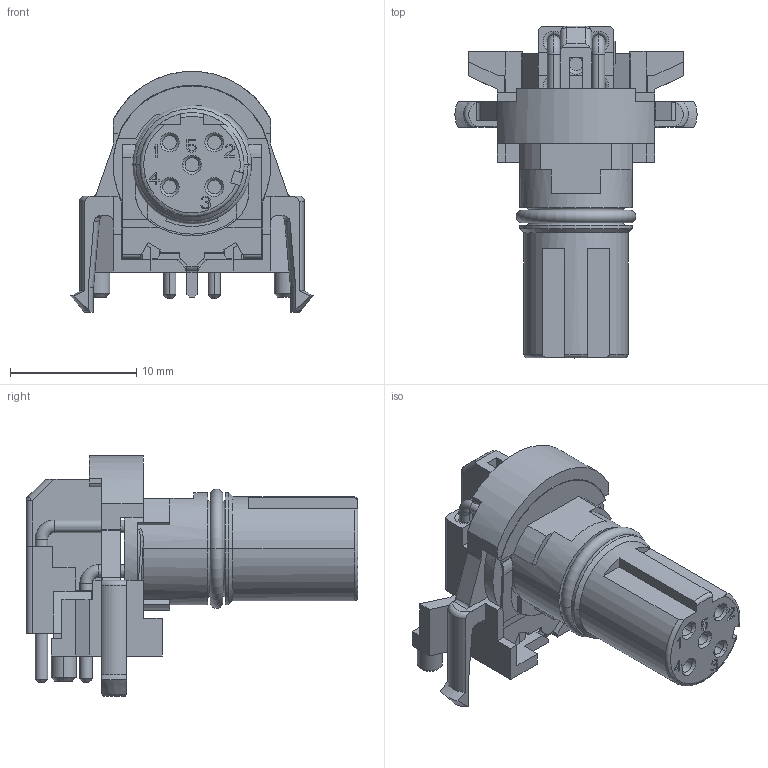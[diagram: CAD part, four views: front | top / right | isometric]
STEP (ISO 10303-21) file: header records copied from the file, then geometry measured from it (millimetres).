
FILE_DESCRIPTION(('FreeCAD Model'),'2;1');
FILE_NAME('1432457.step','2020-08-29T23:17:27',( 'kicad StepUp'),('ksu MCAD'),'Open CASCADE STEP processor 7.3', 'FreeCAD','Unknown');
FILE_SCHEMA(('AUTOMOTIVE_DESIGN { 1 0 10303 214 1 1 1 1 }'));
Length unit declared in the file: millimetre
Products named in the file (1): 1432457
Bounding box: 19.2 x 26.29 x 19.08 mm (x, y, z)
Volume: 1806.8 mm3; surface area: 2573.5 mm2
Topology: 1 solids, 1 shells, 820 faces, 2306 edges, 1469 vertices
Faces by surface type: plane 536, cylinder 160, torus 43, cone 36, bspline 20, extrusion 19, sphere 6
Entity records: 27641 total; most frequent: CARTESIAN_POINT 6399, ORIENTED_EDGE 4608, DIRECTION 4217, EDGE_CURVE 2304, VECTOR 1671, LINE 1652, VERTEX_POINT 1469, AXIS2_PLACEMENT_3D 1273
